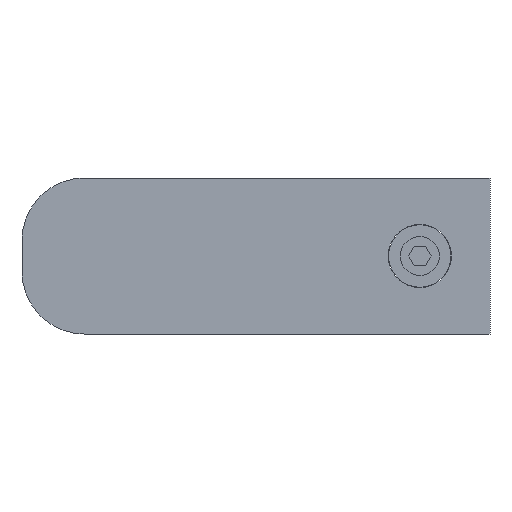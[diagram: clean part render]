
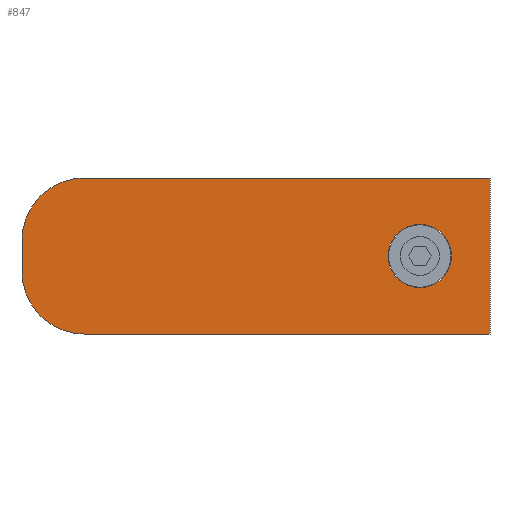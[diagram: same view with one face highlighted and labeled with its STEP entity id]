
A CAD part, left-side view. The second image highlights one B-rep face of the part: STEP entity #847.
In plain terms, the highlighted face is planar.
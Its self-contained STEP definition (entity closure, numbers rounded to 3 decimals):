
#2 = DIRECTION ( 'NONE',  ( 0., 0., -1. ) ) ;
#23 = ORIENTED_EDGE ( 'NONE', *, *, #1576, .T. ) ;
#49 = CARTESIAN_POINT ( 'NONE',  ( -22., 4., -10. ) ) ;
#67 = EDGE_CURVE ( 'NONE', #1569, #1369, #956, .T. ) ;
#73 = CARTESIAN_POINT ( 'NONE',  ( 30., 4., -10. ) ) ;
#125 = LINE ( 'NONE', #1696, #1247 ) ;
#166 = VERTEX_POINT ( 'NONE', #1104 ) ;
#171 = VERTEX_POINT ( 'NONE', #550 ) ;
#195 = ORIENTED_EDGE ( 'NONE', *, *, #317, .F. ) ;
#207 = CIRCLE ( 'NONE', #1296, 4.05 ) ;
#277 = DIRECTION ( 'NONE',  ( 0., 1., 0. ) ) ;
#285 = EDGE_CURVE ( 'NONE', #442, #1002, #207, .T. ) ;
#317 = EDGE_CURVE ( 'NONE', #1002, #442, #1700, .T. ) ;
#319 = DIRECTION ( 'NONE',  ( 0., 1., 0. ) ) ;
#360 = CARTESIAN_POINT ( 'NONE',  ( 30., 4., 10. ) ) ;
#365 = ORIENTED_EDGE ( 'NONE', *, *, #67, .T. ) ;
#383 = CARTESIAN_POINT ( 'NONE',  ( -22., 4., -2. ) ) ;
#416 = LINE ( 'NONE', #1235, #1519 ) ;
#442 = VERTEX_POINT ( 'NONE', #1121 ) ;
#446 = CARTESIAN_POINT ( 'NONE',  ( -22., 4., 2. ) ) ;
#499 = EDGE_CURVE ( 'NONE', #166, #171, #416, .T. ) ;
#550 = CARTESIAN_POINT ( 'NONE',  ( 30., 4., 10. ) ) ;
#561 = CARTESIAN_POINT ( 'NONE',  ( 21., 4., 4.05 ) ) ;
#574 = LINE ( 'NONE', #1638, #1278 ) ;
#585 = VERTEX_POINT ( 'NONE', #1646 ) ;
#606 = DIRECTION ( 'NONE',  ( 0., -1., 0. ) ) ;
#627 = FACE_BOUND ( 'NONE', #1085, .T. ) ;
#646 = CIRCLE ( 'NONE', #704, 8. ) ;
#663 = VERTEX_POINT ( 'NONE', #1631 ) ;
#680 = ORIENTED_EDGE ( 'NONE', *, *, #499, .T. ) ;
#704 = AXIS2_PLACEMENT_3D ( 'NONE', #446, #1113, #976 ) ;
#735 = PLANE ( 'NONE',  #1211 ) ;
#737 = ORIENTED_EDGE ( 'NONE', *, *, #1274, .T. ) ;
#778 = AXIS2_PLACEMENT_3D ( 'NONE', #1517, #319, #946 ) ;
#839 = EDGE_LOOP ( 'NONE', ( #1639, #23, #680, #930, #737, #365 ) ) ;
#847 = ADVANCED_FACE ( 'NONE', ( #627, #1169 ), #735, .F. ) ;
#930 = ORIENTED_EDGE ( 'NONE', *, *, #1150, .T. ) ;
#939 = DIRECTION ( 'NONE',  ( -1., 0., 0. ) ) ;
#946 = DIRECTION ( 'NONE',  ( 0., 0., 1. ) ) ;
#956 = CIRCLE ( 'NONE', #1544, 8. ) ;
#976 = DIRECTION ( 'NONE',  ( 0., 0., -1. ) ) ;
#977 = CARTESIAN_POINT ( 'NONE',  ( 21., 4., 0. ) ) ;
#1002 = VERTEX_POINT ( 'NONE', #561 ) ;
#1064 = ORIENTED_EDGE ( 'NONE', *, *, #285, .F. ) ;
#1070 = EDGE_CURVE ( 'NONE', #1369, #663, #574, .T. ) ;
#1085 = EDGE_LOOP ( 'NONE', ( #195, #1064 ) ) ;
#1104 = CARTESIAN_POINT ( 'NONE',  ( -22., 4., 10. ) ) ;
#1113 = DIRECTION ( 'NONE',  ( 0., 1., 0. ) ) ;
#1121 = CARTESIAN_POINT ( 'NONE',  ( 21., 4., -4.05 ) ) ;
#1150 = EDGE_CURVE ( 'NONE', #171, #585, #1293, .T. ) ;
#1169 = FACE_OUTER_BOUND ( 'NONE', #839, .T. ) ;
#1207 = DIRECTION ( 'NONE',  ( 1., 0., 0. ) ) ;
#1211 = AXIS2_PLACEMENT_3D ( 'NONE', #73, #606, #1668 ) ;
#1235 = CARTESIAN_POINT ( 'NONE',  ( -30., 4., 10. ) ) ;
#1247 = VECTOR ( 'NONE', #939, 1000. ) ;
#1274 = EDGE_CURVE ( 'NONE', #585, #1569, #125, .T. ) ;
#1278 = VECTOR ( 'NONE', #1392, 1000. ) ;
#1293 = LINE ( 'NONE', #360, #1458 ) ;
#1296 = AXIS2_PLACEMENT_3D ( 'NONE', #977, #1485, #1508 ) ;
#1301 = DIRECTION ( 'NONE',  ( 0., 0., -1. ) ) ;
#1351 = CARTESIAN_POINT ( 'NONE',  ( -30., 4., -2. ) ) ;
#1369 = VERTEX_POINT ( 'NONE', #1351 ) ;
#1392 = DIRECTION ( 'NONE',  ( 0., 0., 1. ) ) ;
#1458 = VECTOR ( 'NONE', #1301, 1000. ) ;
#1485 = DIRECTION ( 'NONE',  ( 0., 1., 0. ) ) ;
#1508 = DIRECTION ( 'NONE',  ( 0., 0., 1. ) ) ;
#1517 = CARTESIAN_POINT ( 'NONE',  ( 21., 4., 0. ) ) ;
#1519 = VECTOR ( 'NONE', #1207, 1000. ) ;
#1544 = AXIS2_PLACEMENT_3D ( 'NONE', #383, #277, #2 ) ;
#1569 = VERTEX_POINT ( 'NONE', #49 ) ;
#1576 = EDGE_CURVE ( 'NONE', #663, #166, #646, .T. ) ;
#1631 = CARTESIAN_POINT ( 'NONE',  ( -30., 4., 2. ) ) ;
#1638 = CARTESIAN_POINT ( 'NONE',  ( -30., 4., 10. ) ) ;
#1639 = ORIENTED_EDGE ( 'NONE', *, *, #1070, .T. ) ;
#1646 = CARTESIAN_POINT ( 'NONE',  ( 30., 4., -10. ) ) ;
#1668 = DIRECTION ( 'NONE',  ( 0., 0., -1. ) ) ;
#1696 = CARTESIAN_POINT ( 'NONE',  ( -30., 4., -10. ) ) ;
#1700 = CIRCLE ( 'NONE', #778, 4.05 ) ;
